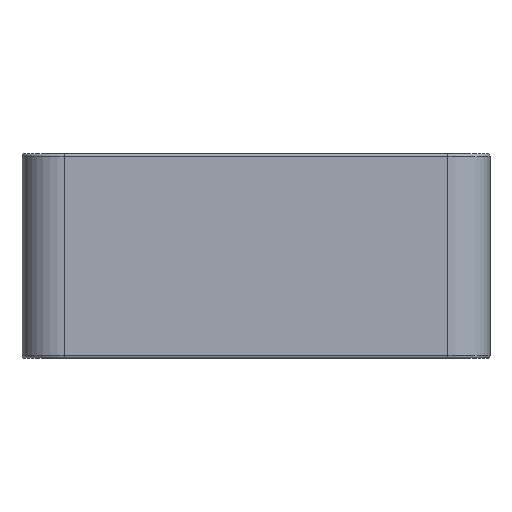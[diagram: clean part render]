
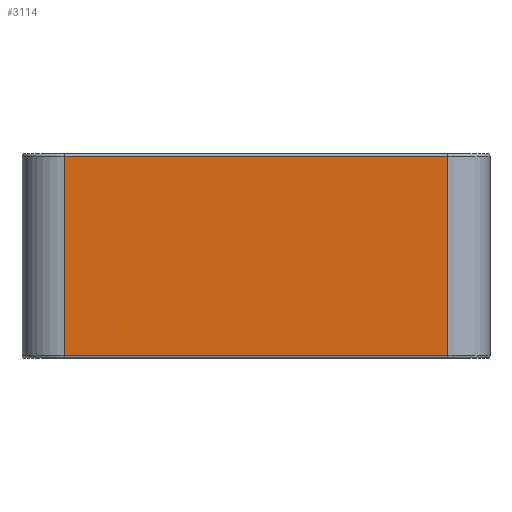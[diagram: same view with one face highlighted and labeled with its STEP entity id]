
A CAD part, front view. The second image highlights one B-rep face of the part: STEP entity #3114.
In plain terms, the highlighted planar face has unit normal (0, -1, 0).
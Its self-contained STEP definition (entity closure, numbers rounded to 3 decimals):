
#316 = LINE ( 'NONE', #3182, #2487 ) ;
#330 = EDGE_CURVE ( 'NONE', #385, #881, #316, .T. ) ;
#379 = VECTOR ( 'NONE', #2155, 1000. ) ;
#385 = VERTEX_POINT ( 'NONE', #3057 ) ;
#445 = LINE ( 'NONE', #3348, #1805 ) ;
#466 = VERTEX_POINT ( 'NONE', #2776 ) ;
#495 = CARTESIAN_POINT ( 'NONE',  ( -14.35, -3.15, 15.3 ) ) ;
#588 = EDGE_CURVE ( 'NONE', #881, #466, #884, .T. ) ;
#703 = ORIENTED_EDGE ( 'NONE', *, *, #330, .T. ) ;
#764 = DIRECTION ( 'NONE',  ( 0., 0., 1. ) ) ;
#881 = VERTEX_POINT ( 'NONE', #1243 ) ;
#884 = LINE ( 'NONE', #1088, #379 ) ;
#1088 = CARTESIAN_POINT ( 'NONE',  ( -14.35, -3.15, 15.1 ) ) ;
#1243 = CARTESIAN_POINT ( 'NONE',  ( 14.35, -3.15, 15.1 ) ) ;
#1314 = LINE ( 'NONE', #495, #2654 ) ;
#1366 = ORIENTED_EDGE ( 'NONE', *, *, #3291, .T. ) ;
#1805 = VECTOR ( 'NONE', #2278, 1000. ) ;
#2093 = EDGE_LOOP ( 'NONE', ( #2515, #1366, #703, #3039 ) ) ;
#2155 = DIRECTION ( 'NONE',  ( -1., 0., 0. ) ) ;
#2165 = EDGE_CURVE ( 'NONE', #466, #2762, #1314, .T. ) ;
#2197 = AXIS2_PLACEMENT_3D ( 'NONE', #3119, #3133, #764 ) ;
#2278 = DIRECTION ( 'NONE',  ( 1., 0., 0. ) ) ;
#2352 = FACE_OUTER_BOUND ( 'NONE', #2093, .T. ) ;
#2487 = VECTOR ( 'NONE', #3203, 1000. ) ;
#2515 = ORIENTED_EDGE ( 'NONE', *, *, #2165, .T. ) ;
#2654 = VECTOR ( 'NONE', #3441, 1000. ) ;
#2762 = VERTEX_POINT ( 'NONE', #2843 ) ;
#2776 = CARTESIAN_POINT ( 'NONE',  ( -14.35, -3.15, 15.1 ) ) ;
#2843 = CARTESIAN_POINT ( 'NONE',  ( -14.35, -3.15, 0.2 ) ) ;
#3039 = ORIENTED_EDGE ( 'NONE', *, *, #588, .T. ) ;
#3057 = CARTESIAN_POINT ( 'NONE',  ( 14.35, -3.15, 0.2 ) ) ;
#3114 = ADVANCED_FACE ( 'NONE', ( #2352 ), #3397, .F. ) ;
#3119 = CARTESIAN_POINT ( 'NONE',  ( -17.5, -3.15, 15.3 ) ) ;
#3133 = DIRECTION ( 'NONE',  ( 0., 1., 0. ) ) ;
#3182 = CARTESIAN_POINT ( 'NONE',  ( 14.35, -3.15, 15.3 ) ) ;
#3203 = DIRECTION ( 'NONE',  ( 0., 0., 1. ) ) ;
#3291 = EDGE_CURVE ( 'NONE', #2762, #385, #445, .T. ) ;
#3348 = CARTESIAN_POINT ( 'NONE',  ( -17.5, -3.15, 0.2 ) ) ;
#3397 = PLANE ( 'NONE',  #2197 ) ;
#3441 = DIRECTION ( 'NONE',  ( 0., 0., -1. ) ) ;
